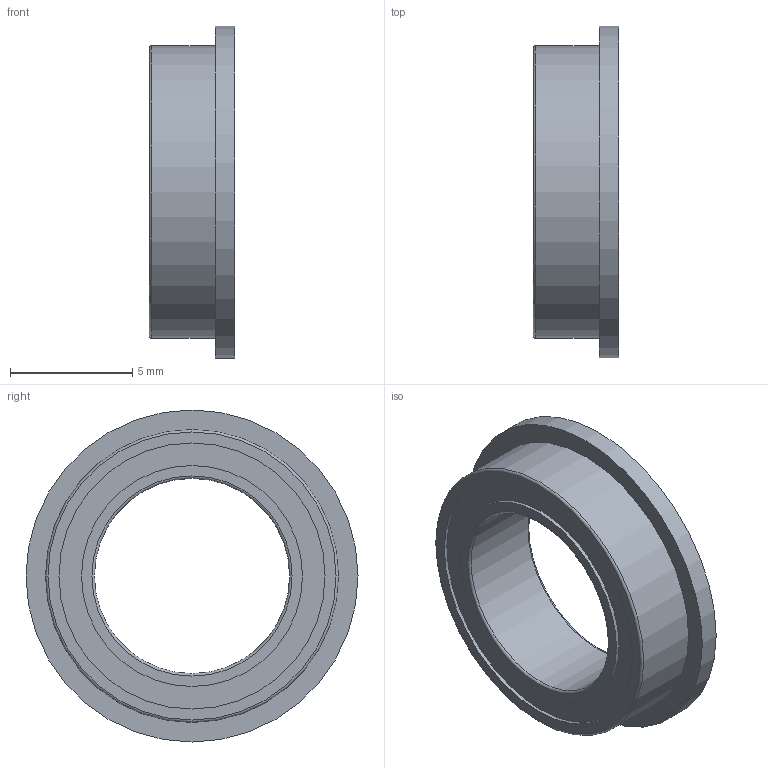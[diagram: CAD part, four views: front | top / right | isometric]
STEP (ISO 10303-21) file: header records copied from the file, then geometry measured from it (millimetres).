
FILE_DESCRIPTION(/* description */ ('STEP AP203'),/* implementation_level */ '2;1');
FILE_NAME(/* name */ 'C-SFL678ZZ',/* time_stamp */ '2025-02-15T10:38:40+01:00',/* author */ ('License CC BY-ND 4.0'),/* organization */ ('CADENAS'),/* preprocessor_version */ 'ST-DEVELOPER v19.3',/* originating_system */ 'PARTsolutions',/* authorisation */ ' ');
FILE_SCHEMA (('CONFIG_CONTROL_DESIGN'));
Length unit declared in the file: millimetre
Products named in the file (1): C-SFL678ZZ
Bounding box: 3.5 x 13.6 x 13.6 mm (x, y, z)
Volume: 236.8 mm3; surface area: 429 mm2
Topology: 1 solids, 1 shells, 17 faces, 27 edges, 17 vertices
Faces by surface type: plane 7, cylinder 7, torus 3
Full cylindrical faces by diameter (mm): 8 x1, 9.05 x2, 10.9 x2, 12 x1, 13.6 x1
Entity records: 378 total; most frequent: DIRECTION 70, CARTESIAN_POINT 52, AXIS2_PLACEMENT_3D 35, ORIENTED_EDGE 34, EDGE_LOOP 34, FACE_BOUND 34, EDGE_CURVE 17, VERTEX_POINT 17
